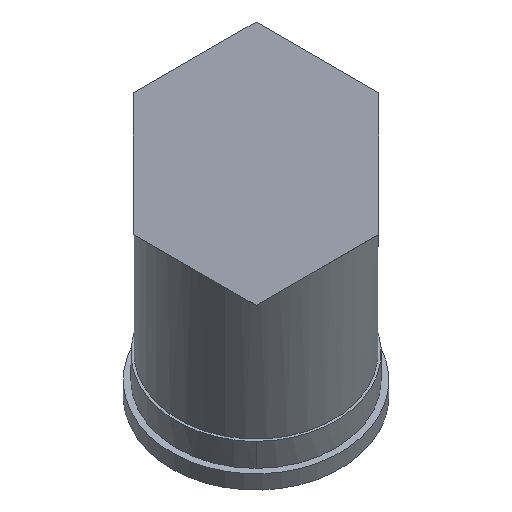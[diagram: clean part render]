
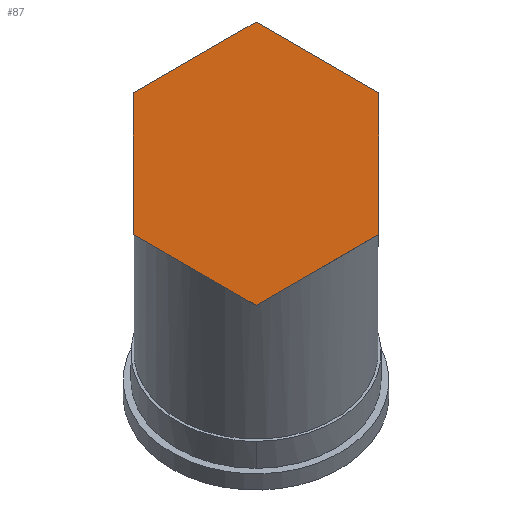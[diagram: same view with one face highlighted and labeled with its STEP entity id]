
A CAD part, left-side view. The second image highlights one B-rep face of the part: STEP entity #87.
In plain terms, the highlighted planar face has unit normal (-1, 0, 0).
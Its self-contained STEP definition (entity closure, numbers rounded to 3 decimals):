
#32=CARTESIAN_POINT('Axis2P3D Location',(-86.,0.,0.)) ;
#37=CARTESIAN_POINT('Line Origine',(-86.,24.,-41.569)) ;
#41=CARTESIAN_POINT('Vertex',(-86.,0.,-55.426)) ;
#43=CARTESIAN_POINT('Vertex',(-86.,48.,-27.713)) ;
#46=CARTESIAN_POINT('Line Origine',(-86.,-24.,-41.569)) ;
#50=CARTESIAN_POINT('Vertex',(-86.,-48.,-27.713)) ;
#53=CARTESIAN_POINT('Line Origine',(-86.,-48.,0.)) ;
#57=CARTESIAN_POINT('Vertex',(-86.,-48.,27.713)) ;
#60=CARTESIAN_POINT('Line Origine',(-86.,-24.,41.569)) ;
#64=CARTESIAN_POINT('Vertex',(-86.,0.,55.426)) ;
#67=CARTESIAN_POINT('Line Origine',(-86.,24.,41.569)) ;
#71=CARTESIAN_POINT('Vertex',(-86.,48.,27.713)) ;
#74=CARTESIAN_POINT('Line Origine',(-86.,48.,0.)) ;
#39=VECTOR('Line Direction',#38,1.) ;
#48=VECTOR('Line Direction',#47,1.) ;
#55=VECTOR('Line Direction',#54,1.) ;
#62=VECTOR('Line Direction',#61,1.) ;
#69=VECTOR('Line Direction',#68,1.) ;
#76=VECTOR('Line Direction',#75,1.) ;
#33=DIRECTION('Axis2P3D Direction',(-1.,0.,0.)) ;
#34=DIRECTION('Axis2P3D XDirection',(0.,0.,1.)) ;
#38=DIRECTION('Vector Direction',(0.,0.866,0.5)) ;
#47=DIRECTION('Vector Direction',(0.,-0.866,0.5)) ;
#54=DIRECTION('Vector Direction',(0.,0.,1.)) ;
#61=DIRECTION('Vector Direction',(0.,-0.866,-0.5)) ;
#68=DIRECTION('Vector Direction',(0.,0.866,-0.5)) ;
#75=DIRECTION('Vector Direction',(0.,0.,-1.)) ;
#35=AXIS2_PLACEMENT_3D('Plane Axis2P3D',#32,#33,#34) ;
#40=LINE('Line',#37,#39) ;
#49=LINE('Line',#46,#48) ;
#56=LINE('Line',#53,#55) ;
#63=LINE('Line',#60,#62) ;
#70=LINE('Line',#67,#69) ;
#77=LINE('Line',#74,#76) ;
#36=PLANE('',#35) ;
#45=EDGE_CURVE('',#42,#44,#40,.T.) ;
#52=EDGE_CURVE('',#42,#51,#49,.T.) ;
#59=EDGE_CURVE('',#51,#58,#56,.T.) ;
#66=EDGE_CURVE('',#65,#58,#63,.T.) ;
#73=EDGE_CURVE('',#65,#72,#70,.T.) ;
#78=EDGE_CURVE('',#72,#44,#77,.T.) ;
#80=ORIENTED_EDGE('',*,*,#45,.F.) ;
#81=ORIENTED_EDGE('',*,*,#52,.T.) ;
#82=ORIENTED_EDGE('',*,*,#59,.T.) ;
#83=ORIENTED_EDGE('',*,*,#66,.F.) ;
#84=ORIENTED_EDGE('',*,*,#73,.T.) ;
#85=ORIENTED_EDGE('',*,*,#78,.T.) ;
#79=EDGE_LOOP('',(#80,#81,#82,#83,#84,#85)) ;
#42=VERTEX_POINT('',#41) ;
#44=VERTEX_POINT('',#43) ;
#51=VERTEX_POINT('',#50) ;
#58=VERTEX_POINT('',#57) ;
#65=VERTEX_POINT('',#64) ;
#72=VERTEX_POINT('',#71) ;
#87=ADVANCED_FACE('PartBody',(#86),#36,.T.) ;
#86=FACE_OUTER_BOUND('',#79,.T.) ;
